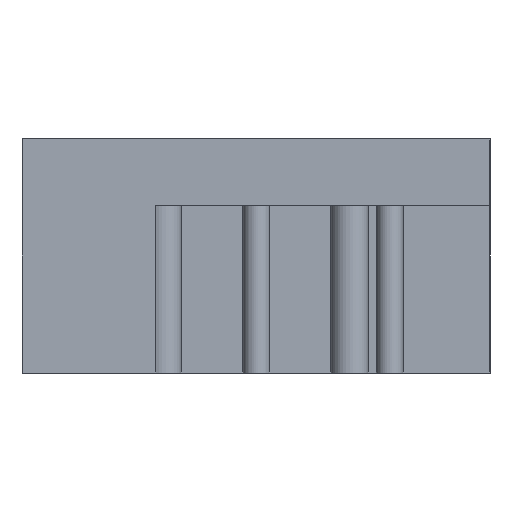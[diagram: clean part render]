
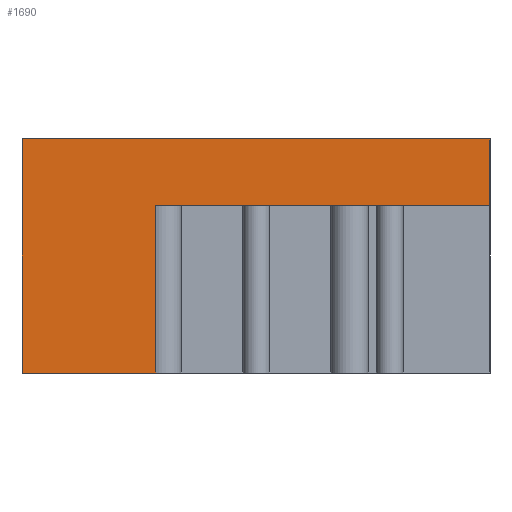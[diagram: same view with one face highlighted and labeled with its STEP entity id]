
A CAD part, left-side view. The second image highlights one B-rep face of the part: STEP entity #1690.
In plain terms, the highlighted planar face has unit normal (-1, 0, 0).
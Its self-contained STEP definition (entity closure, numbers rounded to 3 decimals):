
#358 = PLANE('',#359);
#359 = AXIS2_PLACEMENT_3D('',#360,#361,#362);
#360 = CARTESIAN_POINT('',(0.,0.,41.414));
#361 = DIRECTION('',(0.,0.,1.));
#362 = DIRECTION('',(1.,0.,-0.));
#408 = PLANE('',#409);
#409 = AXIS2_PLACEMENT_3D('',#410,#411,#412);
#410 = CARTESIAN_POINT('',(0.,0.,
    58.012));
#411 = DIRECTION('',(0.,0.,1.));
#412 = DIRECTION('',(1.,0.,0.));
#488 = PLANE('',#489);
#489 = AXIS2_PLACEMENT_3D('',#490,#491,#492);
#490 = CARTESIAN_POINT('',(0.,0.,
    0.));
#491 = DIRECTION('',(0.,0.,1.));
#492 = DIRECTION('',(1.,0.,0.));
#513 = PLANE('',#514);
#514 = AXIS2_PLACEMENT_3D('',#515,#516,#517);
#515 = CARTESIAN_POINT('',(0.,82.829,0.));
#516 = DIRECTION('',(-0.,1.,0.));
#517 = DIRECTION('',(0.,0.,1.));
#527 = EDGE_CURVE('',#528,#530,#532,.T.);
#528 = VERTEX_POINT('',#529);
#529 = CARTESIAN_POINT('',(0.,0.,41.414));
#530 = VERTEX_POINT('',#531);
#531 = CARTESIAN_POINT('',(0.,82.829,41.414));
#532 = SURFACE_CURVE('',#533,(#537,#544),.PCURVE_S1.);
#533 = LINE('',#534,#535);
#534 = CARTESIAN_POINT('',(0.,0.,41.414));
#535 = VECTOR('',#536,1.);
#536 = DIRECTION('',(-0.,1.,0.));
#537 = PCURVE('',#358,#538);
#538 = DEFINITIONAL_REPRESENTATION('',(#539),#543);
#539 = LINE('',#540,#541);
#540 = CARTESIAN_POINT('',(0.,0.));
#541 = VECTOR('',#542,1.);
#542 = DIRECTION('',(0.,1.));
#543 = ( GEOMETRIC_REPRESENTATION_CONTEXT(2) 
PARAMETRIC_REPRESENTATION_CONTEXT() REPRESENTATION_CONTEXT('2D SPACE',''
  ) );
#544 = PCURVE('',#545,#550);
#545 = PLANE('',#546);
#546 = AXIS2_PLACEMENT_3D('',#547,#548,#549);
#547 = CARTESIAN_POINT('',(0.,0.,
    0.));
#548 = DIRECTION('',(1.,0.,0.));
#549 = DIRECTION('',(0.,0.,1.));
#550 = DEFINITIONAL_REPRESENTATION('',(#551),#555);
#551 = LINE('',#552,#553);
#552 = CARTESIAN_POINT('',(41.414,0.));
#553 = VECTOR('',#554,1.);
#554 = DIRECTION('',(0.,-1.));
#555 = ( GEOMETRIC_REPRESENTATION_CONTEXT(2) 
PARAMETRIC_REPRESENTATION_CONTEXT() REPRESENTATION_CONTEXT('2D SPACE',''
  ) );
#573 = PLANE('',#574);
#574 = AXIS2_PLACEMENT_3D('',#575,#576,#577);
#575 = CARTESIAN_POINT('',(0.,0.,
    0.));
#576 = DIRECTION('',(0.,1.,0.));
#577 = DIRECTION('',(0.,0.,1.));
#1076 = VERTEX_POINT('',#1077);
#1077 = CARTESIAN_POINT('',(0.,82.829,0.));
#1098 = EDGE_CURVE('',#1076,#530,#1099,.T.);
#1099 = SURFACE_CURVE('',#1100,(#1104,#1111),.PCURVE_S1.);
#1100 = LINE('',#1101,#1102);
#1101 = CARTESIAN_POINT('',(0.,82.829,0.));
#1102 = VECTOR('',#1103,1.);
#1103 = DIRECTION('',(0.,0.,1.));
#1104 = PCURVE('',#513,#1105);
#1105 = DEFINITIONAL_REPRESENTATION('',(#1106),#1110);
#1106 = LINE('',#1107,#1108);
#1107 = CARTESIAN_POINT('',(0.,0.));
#1108 = VECTOR('',#1109,1.);
#1109 = DIRECTION('',(1.,0.));
#1110 = ( GEOMETRIC_REPRESENTATION_CONTEXT(2) 
PARAMETRIC_REPRESENTATION_CONTEXT() REPRESENTATION_CONTEXT('2D SPACE',''
  ) );
#1111 = PCURVE('',#545,#1112);
#1112 = DEFINITIONAL_REPRESENTATION('',(#1113),#1117);
#1113 = LINE('',#1114,#1115);
#1114 = CARTESIAN_POINT('',(0.,-82.829));
#1115 = VECTOR('',#1116,1.);
#1116 = DIRECTION('',(1.,0.));
#1117 = ( GEOMETRIC_REPRESENTATION_CONTEXT(2) 
PARAMETRIC_REPRESENTATION_CONTEXT() REPRESENTATION_CONTEXT('2D SPACE',''
  ) );
#1124 = EDGE_CURVE('',#1076,#1125,#1127,.T.);
#1125 = VERTEX_POINT('',#1126);
#1126 = CARTESIAN_POINT('',(0.,116.025,
    0.));
#1127 = SURFACE_CURVE('',#1128,(#1132,#1139),.PCURVE_S1.);
#1128 = LINE('',#1129,#1130);
#1129 = CARTESIAN_POINT('',(0.,0.,
    0.));
#1130 = VECTOR('',#1131,1.);
#1131 = DIRECTION('',(0.,1.,0.));
#1132 = PCURVE('',#488,#1133);
#1133 = DEFINITIONAL_REPRESENTATION('',(#1134),#1138);
#1134 = LINE('',#1135,#1136);
#1135 = CARTESIAN_POINT('',(0.,0.));
#1136 = VECTOR('',#1137,1.);
#1137 = DIRECTION('',(0.,1.));
#1138 = ( GEOMETRIC_REPRESENTATION_CONTEXT(2) 
PARAMETRIC_REPRESENTATION_CONTEXT() REPRESENTATION_CONTEXT('2D SPACE',''
  ) );
#1139 = PCURVE('',#545,#1140);
#1140 = DEFINITIONAL_REPRESENTATION('',(#1141),#1145);
#1141 = LINE('',#1142,#1143);
#1142 = CARTESIAN_POINT('',(0.,0.));
#1143 = VECTOR('',#1144,1.);
#1144 = DIRECTION('',(0.,-1.));
#1145 = ( GEOMETRIC_REPRESENTATION_CONTEXT(2) 
PARAMETRIC_REPRESENTATION_CONTEXT() REPRESENTATION_CONTEXT('2D SPACE',''
  ) );
#1426 = PLANE('',#1427);
#1427 = AXIS2_PLACEMENT_3D('',#1428,#1429,#1430);
#1428 = CARTESIAN_POINT('',(0.,116.025,
    0.));
#1429 = DIRECTION('',(0.,1.,0.));
#1430 = DIRECTION('',(0.,0.,1.));
#1466 = EDGE_CURVE('',#1467,#1469,#1471,.T.);
#1467 = VERTEX_POINT('',#1468);
#1468 = CARTESIAN_POINT('',(0.,0.,
    58.012));
#1469 = VERTEX_POINT('',#1470);
#1470 = CARTESIAN_POINT('',(0.,116.025,
    58.012));
#1471 = SURFACE_CURVE('',#1472,(#1476,#1483),.PCURVE_S1.);
#1472 = LINE('',#1473,#1474);
#1473 = CARTESIAN_POINT('',(0.,0.,
    58.012));
#1474 = VECTOR('',#1475,1.);
#1475 = DIRECTION('',(0.,1.,0.));
#1476 = PCURVE('',#408,#1477);
#1477 = DEFINITIONAL_REPRESENTATION('',(#1478),#1482);
#1478 = LINE('',#1479,#1480);
#1479 = CARTESIAN_POINT('',(0.,0.));
#1480 = VECTOR('',#1481,1.);
#1481 = DIRECTION('',(0.,1.));
#1482 = ( GEOMETRIC_REPRESENTATION_CONTEXT(2) 
PARAMETRIC_REPRESENTATION_CONTEXT() REPRESENTATION_CONTEXT('2D SPACE',''
  ) );
#1483 = PCURVE('',#545,#1484);
#1484 = DEFINITIONAL_REPRESENTATION('',(#1485),#1489);
#1485 = LINE('',#1486,#1487);
#1486 = CARTESIAN_POINT('',(58.012,0.));
#1487 = VECTOR('',#1488,1.);
#1488 = DIRECTION('',(0.,-1.));
#1489 = ( GEOMETRIC_REPRESENTATION_CONTEXT(2) 
PARAMETRIC_REPRESENTATION_CONTEXT() REPRESENTATION_CONTEXT('2D SPACE',''
  ) );
#1690 = ADVANCED_FACE('',(#1691),#545,.F.);
#1691 = FACE_BOUND('',#1692,.F.);
#1692 = EDGE_LOOP('',(#1693,#1714,#1715,#1716,#1717,#1738));
#1693 = ORIENTED_EDGE('',*,*,#1694,.F.);
#1694 = EDGE_CURVE('',#528,#1467,#1695,.T.);
#1695 = SURFACE_CURVE('',#1696,(#1700,#1707),.PCURVE_S1.);
#1696 = LINE('',#1697,#1698);
#1697 = CARTESIAN_POINT('',(0.,0.,
    0.));
#1698 = VECTOR('',#1699,1.);
#1699 = DIRECTION('',(0.,0.,1.));
#1700 = PCURVE('',#545,#1701);
#1701 = DEFINITIONAL_REPRESENTATION('',(#1702),#1706);
#1702 = LINE('',#1703,#1704);
#1703 = CARTESIAN_POINT('',(0.,0.));
#1704 = VECTOR('',#1705,1.);
#1705 = DIRECTION('',(1.,0.));
#1706 = ( GEOMETRIC_REPRESENTATION_CONTEXT(2) 
PARAMETRIC_REPRESENTATION_CONTEXT() REPRESENTATION_CONTEXT('2D SPACE',''
  ) );
#1707 = PCURVE('',#573,#1708);
#1708 = DEFINITIONAL_REPRESENTATION('',(#1709),#1713);
#1709 = LINE('',#1710,#1711);
#1710 = CARTESIAN_POINT('',(0.,0.));
#1711 = VECTOR('',#1712,1.);
#1712 = DIRECTION('',(1.,0.));
#1713 = ( GEOMETRIC_REPRESENTATION_CONTEXT(2) 
PARAMETRIC_REPRESENTATION_CONTEXT() REPRESENTATION_CONTEXT('2D SPACE',''
  ) );
#1714 = ORIENTED_EDGE('',*,*,#527,.T.);
#1715 = ORIENTED_EDGE('',*,*,#1098,.F.);
#1716 = ORIENTED_EDGE('',*,*,#1124,.T.);
#1717 = ORIENTED_EDGE('',*,*,#1718,.T.);
#1718 = EDGE_CURVE('',#1125,#1469,#1719,.T.);
#1719 = SURFACE_CURVE('',#1720,(#1724,#1731),.PCURVE_S1.);
#1720 = LINE('',#1721,#1722);
#1721 = CARTESIAN_POINT('',(0.,116.025,
    0.));
#1722 = VECTOR('',#1723,1.);
#1723 = DIRECTION('',(0.,0.,1.));
#1724 = PCURVE('',#545,#1725);
#1725 = DEFINITIONAL_REPRESENTATION('',(#1726),#1730);
#1726 = LINE('',#1727,#1728);
#1727 = CARTESIAN_POINT('',(0.,-116.025));
#1728 = VECTOR('',#1729,1.);
#1729 = DIRECTION('',(1.,0.));
#1730 = ( GEOMETRIC_REPRESENTATION_CONTEXT(2) 
PARAMETRIC_REPRESENTATION_CONTEXT() REPRESENTATION_CONTEXT('2D SPACE',''
  ) );
#1731 = PCURVE('',#1426,#1732);
#1732 = DEFINITIONAL_REPRESENTATION('',(#1733),#1737);
#1733 = LINE('',#1734,#1735);
#1734 = CARTESIAN_POINT('',(0.,0.));
#1735 = VECTOR('',#1736,1.);
#1736 = DIRECTION('',(1.,0.));
#1737 = ( GEOMETRIC_REPRESENTATION_CONTEXT(2) 
PARAMETRIC_REPRESENTATION_CONTEXT() REPRESENTATION_CONTEXT('2D SPACE',''
  ) );
#1738 = ORIENTED_EDGE('',*,*,#1466,.F.);
